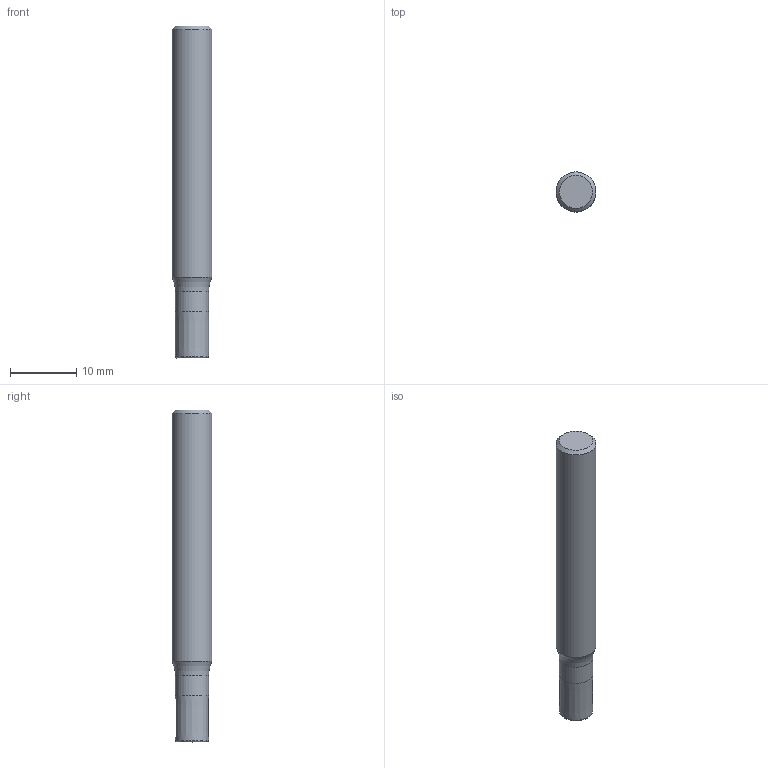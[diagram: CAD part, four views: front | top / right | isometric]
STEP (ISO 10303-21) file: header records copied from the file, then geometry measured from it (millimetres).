
FILE_DESCRIPTION(/* description */ (''),/* implementation_level */ '2;1');
FILE_NAME(/* name */ 'JS754050F1R020.0Z4-HXT_Basic.stp',/* time_stamp */ '2022-11-07T10:50:59+05:00',/* author */ (''),/* organization */ (''),/* preprocessor_version */ 'ST-DEVELOPER v16.7',/* originating_system */ 'SIEMENS PLM Software NX 12.0',/* authorisation */ '');
FILE_SCHEMA (('AUTOMOTIVE_DESIGN { 1 0 10303 214 3 1 1 1 }'));
Length unit declared in the file: millimetre
Products named in the file (1): inpu3BDCB12Dyhyz
Bounding box: 6 x 6 x 50 mm (x, y, z)
Volume: 1312.4 mm3; surface area: 988.4 mm2
Topology: 2 solids, 2 shells, 10 faces, 17 edges, 14 vertices
Faces by surface type: cone 3, plane 3, cylinder 2, torus 2
Full cylindrical faces by diameter (mm): 5.03 x1, 6 x1
Entity records: 299 total; most frequent: CARTESIAN_POINT 51, DIRECTION 44, AXIS2_PLACEMENT_3D 22, EDGE_LOOP 16, ORIENTED_EDGE 16, FACE_BOUND 14, ADVANCED_FACE 10, STYLED_ITEM 10
